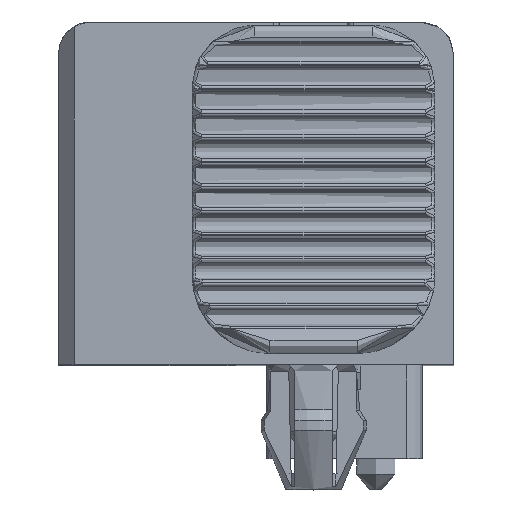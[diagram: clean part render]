
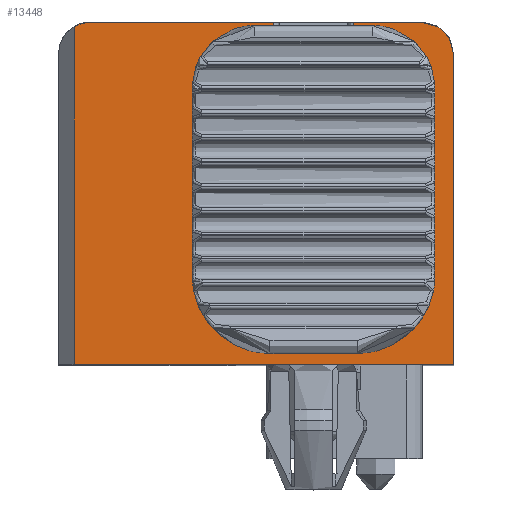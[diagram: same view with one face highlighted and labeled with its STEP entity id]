
A CAD part, top view. The second image highlights one B-rep face of the part: STEP entity #13448.
In plain terms, the highlighted planar face has unit normal (0, 0, 1).
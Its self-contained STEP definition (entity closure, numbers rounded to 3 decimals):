
#936=CIRCLE('',#14277,2.);
#937=CIRCLE('',#14278,2.);
#938=CIRCLE('',#14279,1.);
#939=CIRCLE('',#14280,1.);
#1633=FACE_OUTER_BOUND('',#2431,.T.);
#2431=EDGE_LOOP('',(#8941,#8942,#8943,#8944,#8945,#8946,#8947,#8948,#8949,
#8950,#8951,#8952,#8953,#8954,#8955,#8956,#8957,#8958,#8959,#8960,#8961,
#8962,#8963,#8964));
#3274=LINE('',#19236,#4349);
#3275=LINE('',#19241,#4350);
#3282=LINE('',#19262,#4357);
#3285=LINE('',#19268,#4360);
#3286=LINE('',#19271,#4361);
#3287=LINE('',#19275,#4362);
#3288=LINE('',#19276,#4363);
#3289=LINE('',#19278,#4364);
#3290=LINE('',#19280,#4365);
#3291=LINE('',#19281,#4366);
#3292=LINE('',#19283,#4367);
#3293=LINE('',#19285,#4368);
#3294=LINE('',#19287,#4369);
#3295=LINE('',#19291,#4370);
#3296=LINE('',#19293,#4371);
#3297=LINE('',#19295,#4372);
#3298=LINE('',#19299,#4373);
#3299=LINE('',#19301,#4374);
#3300=LINE('',#19303,#4375);
#3301=LINE('',#19306,#4376);
#4349=VECTOR('',#15605,1000.);
#4350=VECTOR('',#15610,1000.);
#4357=VECTOR('',#15627,1000.);
#4360=VECTOR('',#15632,1000.);
#4361=VECTOR('',#15635,10.);
#4362=VECTOR('',#15638,10.);
#4363=VECTOR('',#15639,10.);
#4364=VECTOR('',#15640,10.);
#4365=VECTOR('',#15641,10.);
#4366=VECTOR('',#15642,10.);
#4367=VECTOR('',#15643,1000.);
#4368=VECTOR('',#15644,10.);
#4369=VECTOR('',#15645,10.);
#4370=VECTOR('',#15648,10.);
#4371=VECTOR('',#15649,1000.);
#4372=VECTOR('',#15650,1000.);
#4373=VECTOR('',#15653,1000.);
#4374=VECTOR('',#15654,10.);
#4375=VECTOR('',#15655,1000.);
#4376=VECTOR('',#15658,1000.);
#5426=VERTEX_POINT('',#19230);
#5428=VERTEX_POINT('',#19234);
#5429=VERTEX_POINT('',#19238);
#5430=VERTEX_POINT('',#19240);
#5437=VERTEX_POINT('',#19256);
#5439=VERTEX_POINT('',#19260);
#5441=VERTEX_POINT('',#19266);
#5442=VERTEX_POINT('',#19270);
#5443=VERTEX_POINT('',#19272);
#5444=VERTEX_POINT('',#19274);
#5445=VERTEX_POINT('',#19277);
#5446=VERTEX_POINT('',#19279);
#5447=VERTEX_POINT('',#19282);
#5448=VERTEX_POINT('',#19284);
#5449=VERTEX_POINT('',#19286);
#5450=VERTEX_POINT('',#19288);
#5451=VERTEX_POINT('',#19290);
#5452=VERTEX_POINT('',#19292);
#5453=VERTEX_POINT('',#19294);
#5454=VERTEX_POINT('',#19296);
#5455=VERTEX_POINT('',#19298);
#5456=VERTEX_POINT('',#19300);
#5457=VERTEX_POINT('',#19302);
#5458=VERTEX_POINT('',#19304);
#6775=EDGE_CURVE('',#5428,#5426,#3274,.F.);
#6777=EDGE_CURVE('',#5429,#5430,#3275,.F.);
#6787=EDGE_CURVE('',#5437,#5439,#3282,.T.);
#6790=EDGE_CURVE('',#5428,#5441,#3285,.T.);
#6791=EDGE_CURVE('',#5442,#5429,#3286,.T.);
#6792=EDGE_CURVE('',#5443,#5442,#936,.T.);
#6793=EDGE_CURVE('',#5444,#5443,#3287,.T.);
#6794=EDGE_CURVE('',#5426,#5444,#3288,.T.);
#6795=EDGE_CURVE('',#5445,#5441,#3289,.T.);
#6796=EDGE_CURVE('',#5446,#5445,#3290,.T.);
#6797=EDGE_CURVE('',#5437,#5446,#3291,.T.);
#6798=EDGE_CURVE('',#5447,#5439,#3292,.F.);
#6799=EDGE_CURVE('',#5448,#5447,#3293,.T.);
#6800=EDGE_CURVE('',#5449,#5448,#3294,.T.);
#6801=EDGE_CURVE('',#5450,#5449,#937,.T.);
#6802=EDGE_CURVE('',#5451,#5450,#3295,.T.);
#6803=EDGE_CURVE('',#5452,#5451,#3296,.F.);
#6804=EDGE_CURVE('',#5453,#5452,#3297,.F.);
#6805=EDGE_CURVE('',#5454,#5453,#938,.T.);
#6806=EDGE_CURVE('',#5454,#5455,#3298,.T.);
#6807=EDGE_CURVE('',#5455,#5456,#3299,.T.);
#6808=EDGE_CURVE('',#5457,#5456,#3300,.F.);
#6809=EDGE_CURVE('',#5458,#5457,#939,.T.);
#6810=EDGE_CURVE('',#5430,#5458,#3301,.F.);
#8941=ORIENTED_EDGE('',*,*,#6791,.F.);
#8942=ORIENTED_EDGE('',*,*,#6792,.F.);
#8943=ORIENTED_EDGE('',*,*,#6793,.F.);
#8944=ORIENTED_EDGE('',*,*,#6794,.F.);
#8945=ORIENTED_EDGE('',*,*,#6775,.F.);
#8946=ORIENTED_EDGE('',*,*,#6790,.T.);
#8947=ORIENTED_EDGE('',*,*,#6795,.F.);
#8948=ORIENTED_EDGE('',*,*,#6796,.F.);
#8949=ORIENTED_EDGE('',*,*,#6797,.F.);
#8950=ORIENTED_EDGE('',*,*,#6787,.T.);
#8951=ORIENTED_EDGE('',*,*,#6798,.F.);
#8952=ORIENTED_EDGE('',*,*,#6799,.F.);
#8953=ORIENTED_EDGE('',*,*,#6800,.F.);
#8954=ORIENTED_EDGE('',*,*,#6801,.F.);
#8955=ORIENTED_EDGE('',*,*,#6802,.F.);
#8956=ORIENTED_EDGE('',*,*,#6803,.F.);
#8957=ORIENTED_EDGE('',*,*,#6804,.F.);
#8958=ORIENTED_EDGE('',*,*,#6805,.F.);
#8959=ORIENTED_EDGE('',*,*,#6806,.T.);
#8960=ORIENTED_EDGE('',*,*,#6807,.T.);
#8961=ORIENTED_EDGE('',*,*,#6808,.F.);
#8962=ORIENTED_EDGE('',*,*,#6809,.F.);
#8963=ORIENTED_EDGE('',*,*,#6810,.F.);
#8964=ORIENTED_EDGE('',*,*,#6777,.F.);
#13150=PLANE('',#14276);
#13448=ADVANCED_FACE('',(#1633),#13150,.T.);
#14276=AXIS2_PLACEMENT_3D('',#19269,#15633,#15634);
#14277=AXIS2_PLACEMENT_3D('',#19273,#15636,#15637);
#14278=AXIS2_PLACEMENT_3D('',#19289,#15646,#15647);
#14279=AXIS2_PLACEMENT_3D('',#19297,#15651,#15652);
#14280=AXIS2_PLACEMENT_3D('',#19305,#15656,#15657);
#15605=DIRECTION('',(0.,-1.,0.));
#15610=DIRECTION('',(0.,-1.,0.));
#15627=DIRECTION('',(-1.,0.,0.));
#15632=DIRECTION('',(-1.,0.,0.));
#15633=DIRECTION('center_axis',(0.,0.,
1.));
#15634=DIRECTION('ref_axis',(0.,-1.,0.));
#15635=DIRECTION('',(-1.,0.,0.));
#15636=DIRECTION('center_axis',(0.,0.,
1.));
#15637=DIRECTION('ref_axis',(0.,-1.,0.));
#15638=DIRECTION('',(0.,1.,0.));
#15639=DIRECTION('',(1.,0.,0.));
#15640=DIRECTION('',(0.,1.,0.));
#15641=DIRECTION('',(1.,0.,0.));
#15642=DIRECTION('',(0.,-1.,0.));
#15643=DIRECTION('',(0.,1.,0.));
#15644=DIRECTION('',(1.,0.,0.));
#15645=DIRECTION('',(0.,-1.,0.));
#15646=DIRECTION('center_axis',(0.,0.,
1.));
#15647=DIRECTION('ref_axis',(0.,-1.,0.));
#15648=DIRECTION('',(-1.,0.,0.));
#15649=DIRECTION('',(0.,1.,0.));
#15650=DIRECTION('',(-1.,0.,0.));
#15651=DIRECTION('center_axis',(0.,0.,
-1.));
#15652=DIRECTION('ref_axis',(0.,-1.,0.));
#15653=DIRECTION('',(0.,-1.,0.));
#15654=DIRECTION('',(1.,0.,0.));
#15655=DIRECTION('',(0.,1.,0.));
#15656=DIRECTION('center_axis',(0.,0.,
-1.));
#15657=DIRECTION('ref_axis',(0.,-1.,0.));
#15658=DIRECTION('',(-1.,0.,0.));
#19230=CARTESIAN_POINT('',(-0.649,7.884,9.138));
#19234=CARTESIAN_POINT('',(-0.649,0.979,9.138));
#19236=CARTESIAN_POINT('',(-0.649,10.529,9.138));
#19238=CARTESIAN_POINT('',(-0.649,10.752,9.138));
#19240=CARTESIAN_POINT('',(-0.649,10.979,9.138));
#19241=CARTESIAN_POINT('',(-0.649,10.529,9.138));
#19256=CARTESIAN_POINT('',(-2.949,0.979,9.138));
#19260=CARTESIAN_POINT('',(-3.249,0.979,9.138));
#19262=CARTESIAN_POINT('',(-2.049,0.979,9.138));
#19266=CARTESIAN_POINT('',(-0.949,0.979,9.138));
#19268=CARTESIAN_POINT('',(-2.049,0.979,9.138));
#19269=CARTESIAN_POINT('Origin',(-1.149,2.802,9.138));
#19270=CARTESIAN_POINT('',(0.664,10.752,9.138));
#19271=CARTESIAN_POINT('',(-0.769,10.752,9.138));
#19272=CARTESIAN_POINT('',(1.951,8.884,9.138));
#19273=CARTESIAN_POINT('Origin',(-0.049,8.884,9.138));
#19274=CARTESIAN_POINT('',(1.951,7.884,9.138));
#19275=CARTESIAN_POINT('',(1.951,4.205,9.138));
#19276=CARTESIAN_POINT('',(-0.769,7.884,9.138));
#19277=CARTESIAN_POINT('',(-0.949,0.979,9.138));
#19278=CARTESIAN_POINT('',(-0.949,2.068,9.138));
#19279=CARTESIAN_POINT('',(-2.949,0.979,9.138));
#19280=CARTESIAN_POINT('',(-1.549,0.979,9.138));
#19281=CARTESIAN_POINT('',(-2.949,2.068,9.138));
#19282=CARTESIAN_POINT('',(-3.249,7.884,9.138));
#19283=CARTESIAN_POINT('',(-3.249,0.979,9.138));
#19284=CARTESIAN_POINT('',(-5.849,7.884,9.138));
#19285=CARTESIAN_POINT('',(-0.769,7.884,9.138));
#19286=CARTESIAN_POINT('',(-5.849,8.884,9.138));
#19287=CARTESIAN_POINT('',(-5.849,4.205,9.138));
#19288=CARTESIAN_POINT('',(-4.562,10.752,9.138));
#19289=CARTESIAN_POINT('Origin',(-3.849,8.884,9.138));
#19290=CARTESIAN_POINT('',(-3.249,10.752,9.138));
#19291=CARTESIAN_POINT('',(-0.769,10.752,9.138));
#19292=CARTESIAN_POINT('',(-3.249,10.979,9.138));
#19293=CARTESIAN_POINT('',(-3.249,0.979,9.138));
#19294=CARTESIAN_POINT('',(-9.149,10.979,9.138));
#19295=CARTESIAN_POINT('',(-4.149,10.979,9.138));
#19296=CARTESIAN_POINT('',(-9.649,10.845,9.138));
#19297=CARTESIAN_POINT('Origin',(-9.149,9.979,9.138));
#19298=CARTESIAN_POINT('',(-9.649,-0.021,9.138));
#19299=CARTESIAN_POINT('',(-9.649,2.802,9.138));
#19300=CARTESIAN_POINT('',(2.551,-0.021,9.138));
#19301=CARTESIAN_POINT('',(-3.899,-0.021,9.138));
#19302=CARTESIAN_POINT('',(2.551,9.979,9.138));
#19303=CARTESIAN_POINT('',(2.551,4.675,9.138));
#19304=CARTESIAN_POINT('',(1.551,10.979,9.138));
#19305=CARTESIAN_POINT('Origin',(1.551,9.979,9.138));
#19306=CARTESIAN_POINT('',(-4.149,10.979,9.138));
